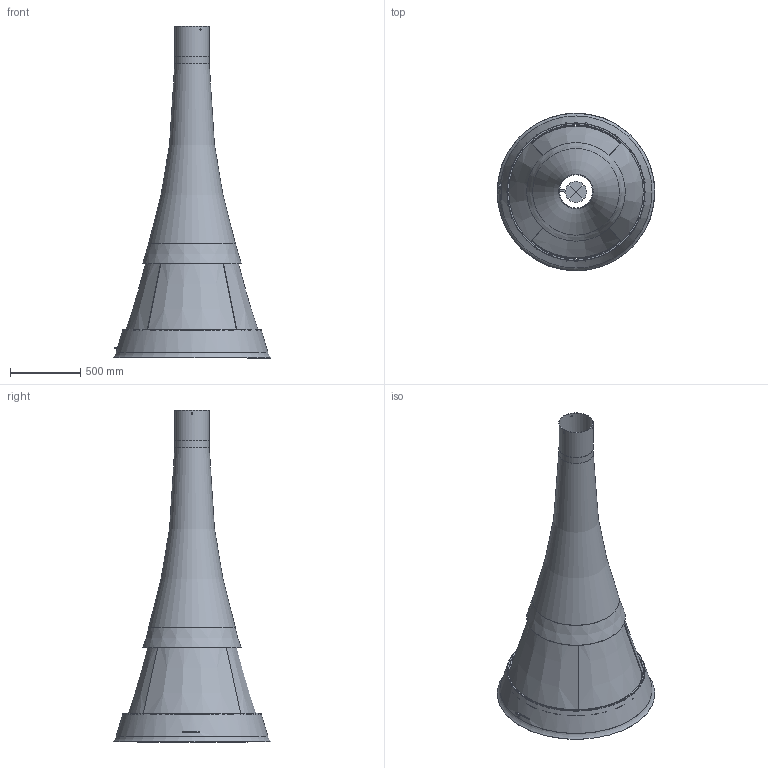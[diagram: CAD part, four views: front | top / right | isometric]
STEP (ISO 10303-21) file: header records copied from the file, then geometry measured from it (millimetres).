
FILE_DESCRIPTION(('STEP AP214'),'1');
FILE_NAME('.stp','2016-12-08T13:58:17',(' '),(' '),'Spatial InterOp 3D',' ',' ');
FILE_SCHEMA(('automotive_design'));
Length unit declared in the file: millimetre
Products named in the file (14): Vtre coulissante pour mise à plat; Vitre fixe pour mise à plat; Socle (Plateau fixe); Socle (Plateau tournant); Socle (Avaloire); Hotte repoussée; Conduit de hotte; Socle (Bord habillage conique); Palette A.A.F; Socle (Habillage conique) - Copie - Copie; Action palette A.A.F 3; Action palette A.A.F 2; Action palette A.A.F
Assembly tree (16 placements, depth 3):
  (unnamed)
    Vtre coulissante pour mise à plat  x2
    Vitre fixe pour mise à plat  x2
    Socle (Plateau fixe)
    Socle (Plateau tournant)
    Socle (Avaloire)
    Hotte repoussée
    Conduit de hotte
    Socle (Bord habillage conique)  x2
    Palette A.A.F
    Socle (Habillage conique) - Copie - Copie
    Action palette A.A.F 3
      Action palette A.A.F 2
      Action palette A.A.F
Bounding box: 1120.85 x 1120.85 x 2357.56 mm (x, y, z)
Volume: 16190955.4 mm3; surface area: 9910375.4 mm2
Topology: 15 solids, 15 shells, 736 faces, 2120 edges, 1408 vertices
Faces by surface type: plane 555, cylinder 150, cone 27, torus 4
Full cylindrical faces by diameter (mm): 5 x24, 6 x2, 6.2 x1, 10 x3, 150 x1, 236 x1, 239 x1, 244 x1, 245 x1, 940 x1, 946 x1, 992 x1
Entity records: 27303 total; most frequent: CARTESIAN_POINT 4400, ORIENTED_EDGE 3620, DIRECTION 3394, EDGE_CURVE 1810, LINE 1238, VECTOR 1238, VERTEX_POINT 1230, AXIS2_PLACEMENT_3D 1078
